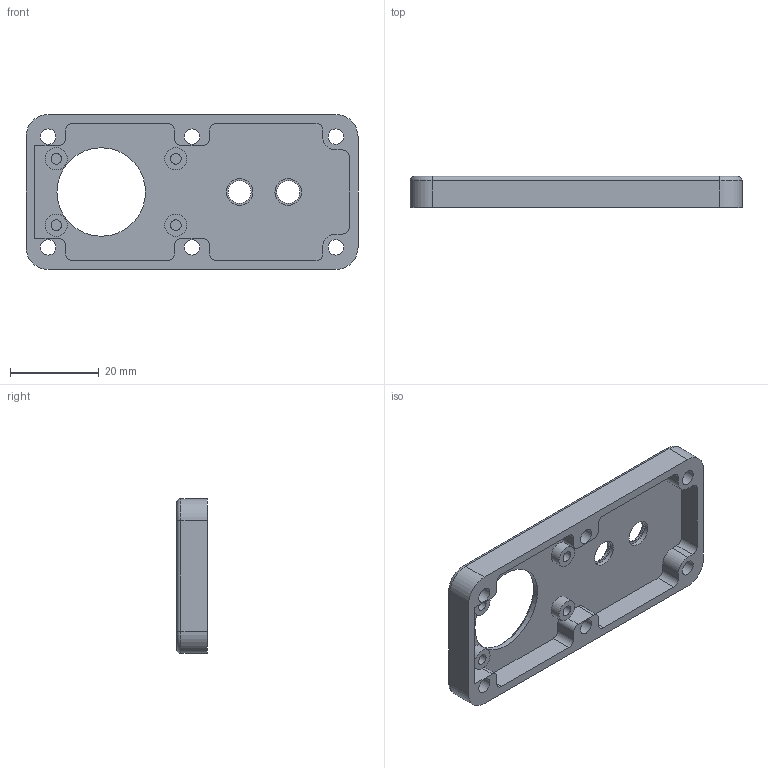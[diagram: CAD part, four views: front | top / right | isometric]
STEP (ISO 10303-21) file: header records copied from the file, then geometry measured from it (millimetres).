
FILE_DESCRIPTION(/* description */ (''),/* implementation_level */ '2;1');
FILE_NAME(/* name */ 'MQ135_Mount.step',/* time_stamp */ '2020-12-22T11:54:05+01:00',/* author */ (''),/* organization */ (''),/* preprocessor_version */ 'ST-DEVELOPER v18.1',/* originating_system */ 'Autodesk Translation Framework v9.7.1.1290',/* authorisation */ '');
FILE_SCHEMA (('AUTOMOTIVE_DESIGN { 1 0 10303 214 3 1 1 }'));
Length unit declared in the file: millimetre
Products named in the file (2): Sensor&Light box; MG&LED Holder
Assembly tree (1 placements, depth 2):
  Sensor&Light box
    MG&LED Holder
Bounding box: 75 x 7 x 35 mm (x, y, z)
Volume: 7089 mm3; surface area: 7642.7 mm2
Topology: 1 solids, 1 shells, 95 faces, 229 edges, 147 vertices
Faces by surface type: cylinder 45, plane 37, cone 9, torus 4
Full cylindrical faces by diameter (mm): 2.4 x4, 3.5 x6, 5 x4, 5.2 x2, 6 x2, 20 x1
Entity records: 2902 total; most frequent: DIRECTION 530, CARTESIAN_POINT 475, ORIENTED_EDGE 458, EDGE_CURVE 229, AXIS2_PLACEMENT_3D 202, VERTEX_POINT 147, LINE 126, VECTOR 126
